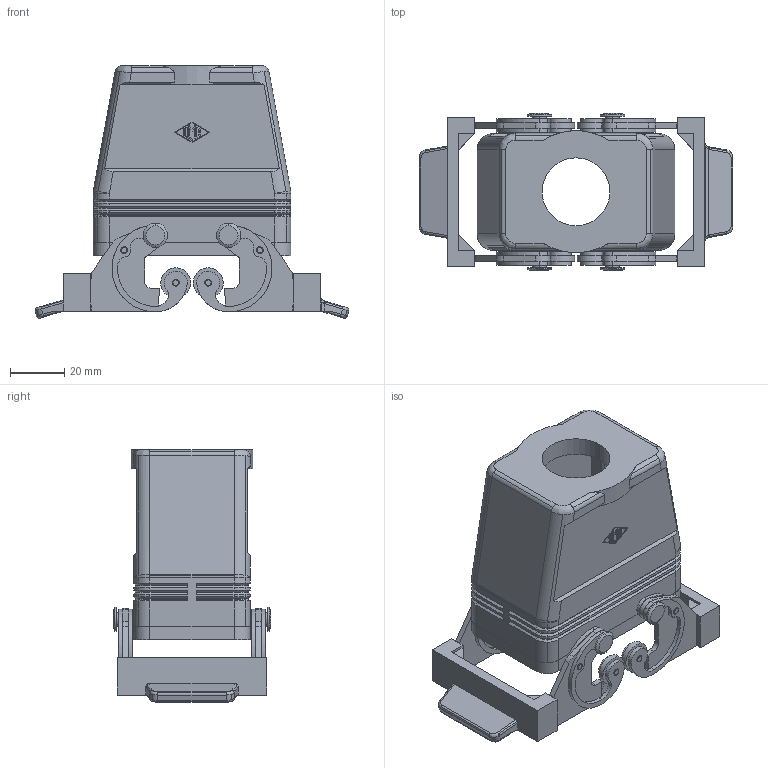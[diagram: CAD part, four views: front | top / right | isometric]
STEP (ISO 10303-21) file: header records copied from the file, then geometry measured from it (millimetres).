
FILE_DESCRIPTION((''),'2;1');
FILE_NAME('MMFV 03 G25.stp','2006-12-21T14:33:28',('CADmaster'),(''),'Autodesk Inventor 7','Autodesk Inventor 7','');
FILE_SCHEMA(('AUTOMOTIVE_DESIGN { 1 0 10303 214 1 1 1 1 }'));
Length unit declared in the file: millimetre
Products named in the file (1): CAV Tüllengehäuse 2 Bügel für einen Einsatz
Bounding box: 115.79 x 58 x 93.08 mm (x, y, z)
Volume: 83701.5 mm3; surface area: 48800.2 mm2
Topology: 1 solids, 5 shells, 798 faces, 2060 edges, 1294 vertices
Faces by surface type: bspline 260, plane 244, cylinder 222, cone 52, torus 16, sphere 4
Entity records: 27429 total; most frequent: CARTESIAN_POINT 8111, ORIENTED_EDGE 4100, DIRECTION 4032, EDGE_CURVE 2050, AXIS2_PLACEMENT_3D 1453, VERTEX_POINT 1294, VECTOR 1126, LINE 1126
